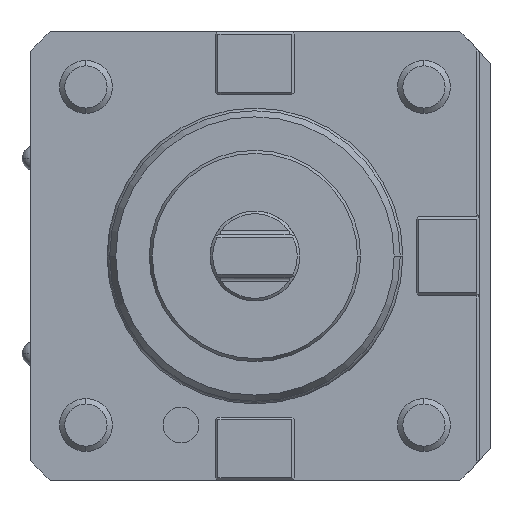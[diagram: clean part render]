
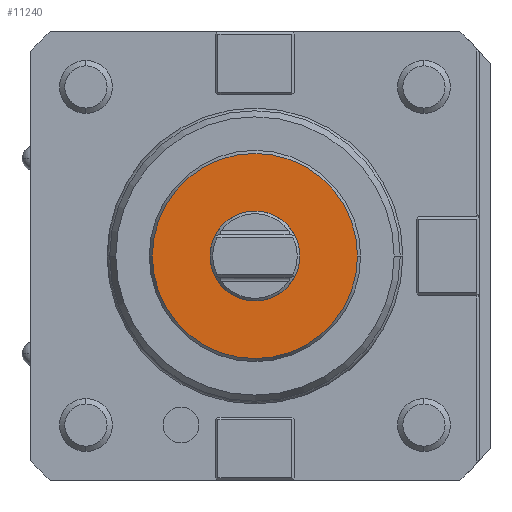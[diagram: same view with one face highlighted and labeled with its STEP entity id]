
A CAD part, front view. The second image highlights one B-rep face of the part: STEP entity #11240.
In plain terms, the highlighted planar face has unit normal (0, -1, 0).
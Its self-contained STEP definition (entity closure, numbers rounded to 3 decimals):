
#4035=CARTESIAN_POINT('',(0.,-75.,0.));
#4036=DIRECTION('',(0.,1.,0.));
#4037=DIRECTION('',(-1.,0.,0.));
#4038=AXIS2_PLACEMENT_3D('',#4035,#4036,#4037);
#4040=CARTESIAN_POINT('',(0.,-75.,0.));
#4041=DIRECTION('',(0.,1.,0.));
#4042=DIRECTION('',(1.,0.,0.));
#4043=AXIS2_PLACEMENT_3D('',#4040,#4041,#4042);
#4045=CARTESIAN_POINT('',(0.,-75.,0.));
#4046=DIRECTION('',(0.,1.,0.));
#4047=DIRECTION('',(0.,0.,-1.));
#4048=AXIS2_PLACEMENT_3D('',#4045,#4046,#4047);
#4060=CARTESIAN_POINT('',(0.,-75.,0.));
#4061=DIRECTION('',(0.,1.,0.));
#4062=DIRECTION('',(0.,0.,1.));
#4063=AXIS2_PLACEMENT_3D('',#4060,#4061,#4062);
#5930=CARTESIAN_POINT('',(-19.423,-75.,0.));
#5931=CARTESIAN_POINT('',(19.423,-75.,0.));
#5932=VERTEX_POINT('',#5930);
#5933=VERTEX_POINT('',#5931);
#6631=CARTESIAN_POINT('',(0.,-75.,-8.5));
#6632=CARTESIAN_POINT('',(0.,-75.,8.5));
#6633=VERTEX_POINT('',#6631);
#6634=VERTEX_POINT('',#6632);
#11225=CARTESIAN_POINT('',(0.,-75.,0.));
#11226=DIRECTION('',(0.,-1.,0.));
#11227=DIRECTION('',(-1.,0.,0.));
#11228=AXIS2_PLACEMENT_3D('',#11225,#11226,#11227);
#11229=PLANE('',#11228);
#11230=ORIENTED_EDGE('',*,*,#11192,.T.);
#11231=ORIENTED_EDGE('',*,*,#11207,.T.);
#11232=EDGE_LOOP('',(#11230,#11231));
#11233=FACE_OUTER_BOUND('',#11232,.F.);
#11235=ORIENTED_EDGE('',*,*,#11234,.F.);
#11237=ORIENTED_EDGE('',*,*,#11236,.F.);
#11238=EDGE_LOOP('',(#11235,#11237));
#11239=FACE_BOUND('',#11238,.F.);
#4039=CIRCLE('',#4038,19.423);
#4044=CIRCLE('',#4043,19.423);
#4049=CIRCLE('',#4048,8.5);
#4064=CIRCLE('',#4063,8.5);
#11192=EDGE_CURVE('',#5932,#5933,#4039,.T.);
#11207=EDGE_CURVE('',#5933,#5932,#4044,.T.);
#11234=EDGE_CURVE('',#6633,#6634,#4049,.T.);
#11236=EDGE_CURVE('',#6634,#6633,#4064,.T.);
#11240=ADVANCED_FACE('',(#11233,#11239),#11229,.T.);
